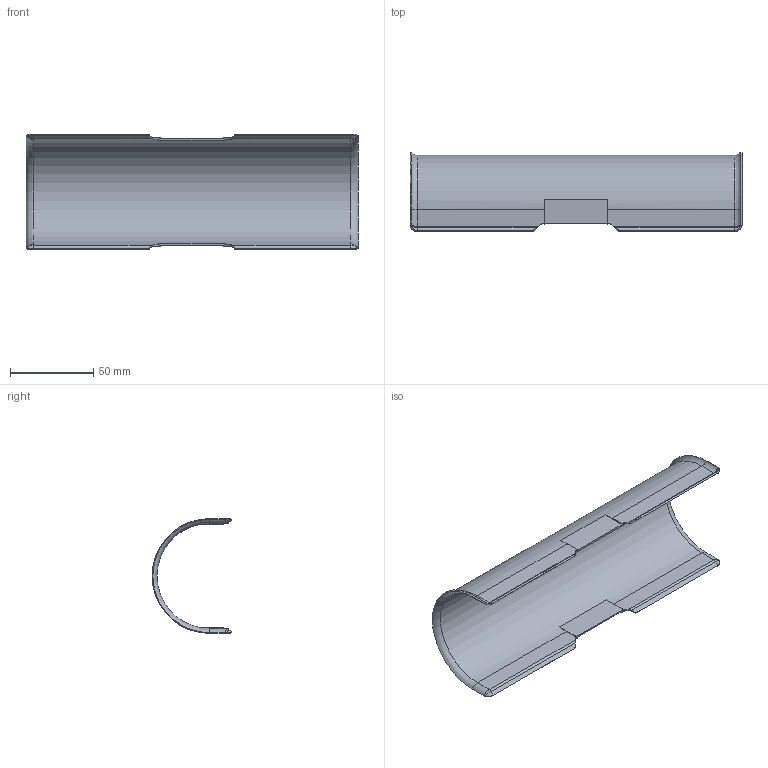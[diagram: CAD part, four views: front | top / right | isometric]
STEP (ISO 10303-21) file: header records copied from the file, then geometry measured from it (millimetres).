
FILE_DESCRIPTION (( 'STEP AP214' ), '1' );
FILE_NAME ('1195883.stp', '2017-02-22T09:52:32', ( '' ), ( '' ), 'SwSTEP 2.0', 'SolidWorks 2016', '' );
FILE_SCHEMA (( 'AUTOMOTIVE_DESIGN' ));
Length unit declared in the file: millimetre
Products named in the file (1): 1195883
Bounding box: 199.49 x 48 x 69.41 mm (x, y, z)
Volume: 25254.9 mm3; surface area: 51178.6 mm2
Topology: 1 solids, 1 shells, 126 faces, 276 edges, 152 vertices
Faces by surface type: plane 62, cylinder 34, bspline 24, torus 4, cone 2
Entity records: 3724 total; most frequent: CARTESIAN_POINT 1207, ORIENTED_EDGE 552, DIRECTION 466, EDGE_CURVE 276, LINE 172, VECTOR 172, VERTEX_POINT 152, AXIS2_PLACEMENT_3D 147
